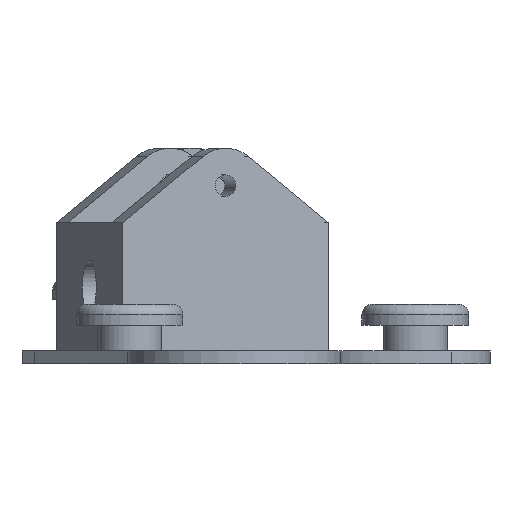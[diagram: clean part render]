
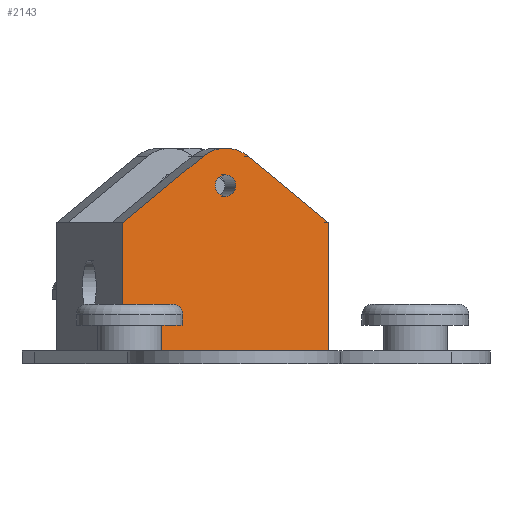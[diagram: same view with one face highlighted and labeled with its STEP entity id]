
A CAD part, left-side view. The second image highlights one B-rep face of the part: STEP entity #2143.
In plain terms, the highlighted planar face has unit normal (-0.966, -0.259, 0).
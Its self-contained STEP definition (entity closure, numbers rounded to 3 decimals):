
#112=FACE_BOUND('',#814,.T.);
#121=LINE('',#3160,#286);
#237=LINE('',#3568,#402);
#242=LINE('',#3581,#407);
#269=LINE('',#3694,#434);
#272=LINE('',#3699,#437);
#286=VECTOR('',#2475,10.);
#402=VECTOR('',#2907,10.);
#407=VECTOR('',#2920,10.);
#434=VECTOR('',#3071,10.);
#437=VECTOR('',#3078,10.);
#509=PLANE('',#2419);
#634=FACE_OUTER_BOUND('',#813,.T.);
#813=EDGE_LOOP('',(#1969,#1970,#1971,#1972,#1973,#1974));
#814=EDGE_LOOP('',(#1975));
#919=CIRCLE('',#2349,0.5);
#920=CIRCLE('',#2352,1.75);
#969=VERTEX_POINT('',#3153);
#972=VERTEX_POINT('',#3158);
#1104=VERTEX_POINT('',#3562);
#1105=VERTEX_POINT('',#3566);
#1106=VERTEX_POINT('',#3567);
#1108=VERTEX_POINT('',#3574);
#1110=VERTEX_POINT('',#3580);
#1159=EDGE_CURVE('',#972,#969,#121,.T.);
#1354=EDGE_CURVE('',#1104,#1104,#919,.T.);
#1355=EDGE_CURVE('',#1105,#1106,#237,.T.);
#1359=EDGE_CURVE('',#1106,#1108,#920,.T.);
#1362=EDGE_CURVE('',#1108,#1110,#242,.T.);
#1415=EDGE_CURVE('',#969,#1110,#269,.T.);
#1418=EDGE_CURVE('',#972,#1105,#272,.T.);
#1969=ORIENTED_EDGE('',*,*,#1159,.F.);
#1970=ORIENTED_EDGE('',*,*,#1418,.T.);
#1971=ORIENTED_EDGE('',*,*,#1355,.T.);
#1972=ORIENTED_EDGE('',*,*,#1359,.T.);
#1973=ORIENTED_EDGE('',*,*,#1362,.T.);
#1974=ORIENTED_EDGE('',*,*,#1415,.F.);
#1975=ORIENTED_EDGE('',*,*,#1354,.T.);
#2143=ADVANCED_FACE('',(#634,#112),#509,.T.);
#2349=AXIS2_PLACEMENT_3D('',#3564,#2903,#2904);
#2352=AXIS2_PLACEMENT_3D('',#3575,#2913,#2914);
#2419=AXIS2_PLACEMENT_3D('',#3700,#3079,#3080);
#2475=DIRECTION('',(-0.259,0.966,0.));
#2903=DIRECTION('center_axis',(0.966,0.259,0.));
#2904=DIRECTION('ref_axis',(0.,0.,-1.));
#2907=DIRECTION('',(-0.202,0.755,0.624));
#2913=DIRECTION('center_axis',(-0.966,-0.259,0.));
#2914=DIRECTION('ref_axis',(0.,0.,1.));
#2920=DIRECTION('',(-0.202,0.755,-0.624));
#3071=DIRECTION('',(0.,0.,1.));
#3078=DIRECTION('',(0.,0.,1.));
#3079=DIRECTION('center_axis',(-0.966,-0.259,0.));
#3080=DIRECTION('ref_axis',(0.259,-0.966,0.));
#3153=CARTESIAN_POINT('',(-36.09,5.218,0.6));
#3158=CARTESIAN_POINT('',(-33.501,-4.441,0.6));
#3160=CARTESIAN_POINT('',(-34.541,-0.561,0.6));
#3562=CARTESIAN_POINT('',(-34.796,0.389,8.85));
#3564=CARTESIAN_POINT('Origin',(-34.796,0.389,8.35));
#3566=CARTESIAN_POINT('',(-33.501,-4.441,6.6));
#3567=CARTESIAN_POINT('',(-34.513,-0.665,9.718));
#3568=CARTESIAN_POINT('',(-33.501,-4.441,6.6));
#3574=CARTESIAN_POINT('',(-35.078,1.443,9.718));
#3575=CARTESIAN_POINT('Origin',(-34.796,0.389,8.35));
#3580=CARTESIAN_POINT('',(-36.09,5.218,6.6));
#3581=CARTESIAN_POINT('',(-35.078,1.443,9.718));
#3694=CARTESIAN_POINT('',(-36.09,5.218,0.6));
#3699=CARTESIAN_POINT('',(-33.501,-4.441,0.6));
#3700=CARTESIAN_POINT('Origin',(-36.09,5.218,0.6));
